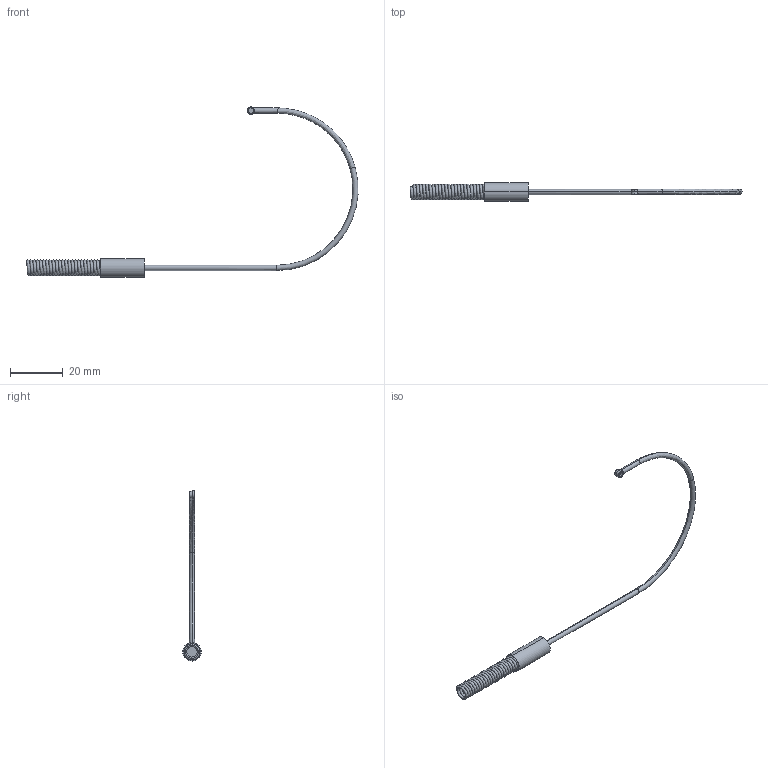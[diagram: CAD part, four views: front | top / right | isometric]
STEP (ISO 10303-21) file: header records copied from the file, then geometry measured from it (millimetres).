
FILE_DESCRIPTION (( 'STEP AP203' ), '1' );
FILE_NAME ('Antena Lora.STEP', '2020-03-03T18:39:44', ( '' ), ( '' ), 'SwSTEP 2.0', 'SolidWorks 2020', '' );
FILE_SCHEMA (( 'CONFIG_CONTROL_DESIGN' ));
Length unit declared in the file: millimetre
Products named in the file (1): Antena Lora
Bounding box: 125.82 x 7 x 64.52 mm (x, y, z)
Volume: 1135.5 mm3; surface area: 3438.6 mm2
Topology: 1 solids, 1 shells, 42 faces, 90 edges, 56 vertices
Faces by surface type: cylinder 18, plane 15, bspline 5, torus 4
Entity records: 14516 total; most frequent: CARTESIAN_POINT 13533, DIRECTION 200, ORIENTED_EDGE 180, EDGE_CURVE 90, AXIS2_PLACEMENT_3D 86, VERTEX_POINT 56, CIRCLE 48, EDGE_LOOP 48
